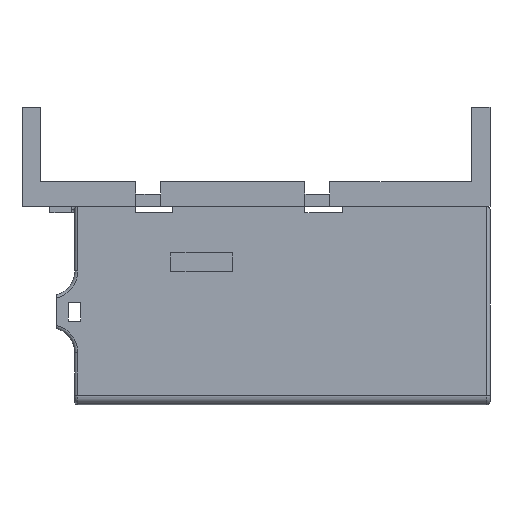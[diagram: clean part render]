
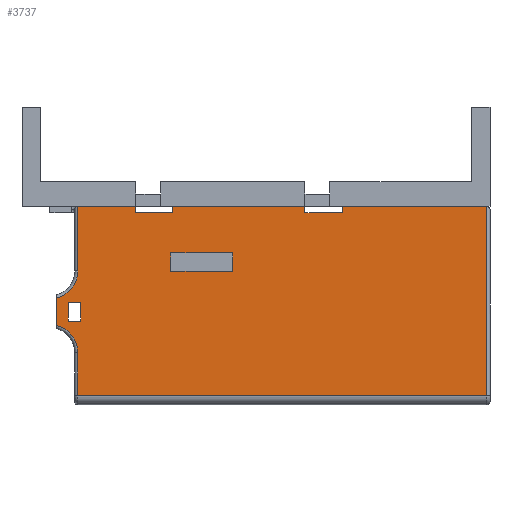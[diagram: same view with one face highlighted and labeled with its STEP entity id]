
A CAD part, front view. The second image highlights one B-rep face of the part: STEP entity #3737.
In plain terms, the highlighted planar face has unit normal (0, -1, 0).
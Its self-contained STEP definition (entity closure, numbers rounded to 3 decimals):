
#42=FACE_BOUND('',#1331,.T.);
#43=FACE_BOUND('',#1332,.T.);
#130=PLANE('',#3979);
#281=LINE('',#5430,#682);
#283=LINE('',#5434,#684);
#285=LINE('',#5440,#686);
#286=LINE('',#5442,#687);
#287=LINE('',#5444,#688);
#288=LINE('',#5446,#689);
#289=LINE('',#5448,#690);
#290=LINE('',#5450,#691);
#291=LINE('',#5452,#692);
#292=LINE('',#5454,#693);
#293=LINE('',#5456,#694);
#294=LINE('',#5458,#695);
#295=LINE('',#5460,#696);
#296=LINE('',#5464,#697);
#297=LINE('',#5468,#698);
#298=LINE('',#5470,#699);
#299=LINE('',#5472,#700);
#300=LINE('',#5473,#701);
#301=LINE('',#5476,#702);
#302=LINE('',#5478,#703);
#303=LINE('',#5480,#704);
#304=LINE('',#5481,#705);
#682=VECTOR('',#4363,10.);
#684=VECTOR('',#4367,10.);
#686=VECTOR('',#4373,10.);
#687=VECTOR('',#4374,10.);
#688=VECTOR('',#4375,10.);
#689=VECTOR('',#4376,10.);
#690=VECTOR('',#4377,10.);
#691=VECTOR('',#4378,10.);
#692=VECTOR('',#4379,10.);
#693=VECTOR('',#4380,10.);
#694=VECTOR('',#4381,10.);
#695=VECTOR('',#4382,10.);
#696=VECTOR('',#4383,10.);
#697=VECTOR('',#4386,10.);
#698=VECTOR('',#4389,10.);
#699=VECTOR('',#4390,10.);
#700=VECTOR('',#4391,10.);
#701=VECTOR('',#4392,10.);
#702=VECTOR('',#4393,10.);
#703=VECTOR('',#4394,10.);
#704=VECTOR('',#4395,10.);
#705=VECTOR('',#4396,10.);
#1135=FACE_OUTER_BOUND('',#1330,.T.);
#1330=EDGE_LOOP('',(#2680,#2681,#2682,#2683,#2684,#2685,#2686,#2687,#2688,
#2689,#2690,#2691,#2692,#2693,#2694,#2695));
#1331=EDGE_LOOP('',(#2696,#2697,#2698,#2699));
#1332=EDGE_LOOP('',(#2700,#2701,#2702,#2703));
#1619=CIRCLE('',#3980,4.5);
#1620=CIRCLE('',#3981,4.5);
#1749=VERTEX_POINT('',#5415);
#1752=VERTEX_POINT('',#5422);
#1755=VERTEX_POINT('',#5433);
#1757=VERTEX_POINT('',#5439);
#1758=VERTEX_POINT('',#5441);
#1759=VERTEX_POINT('',#5443);
#1760=VERTEX_POINT('',#5445);
#1761=VERTEX_POINT('',#5447);
#1762=VERTEX_POINT('',#5449);
#1763=VERTEX_POINT('',#5451);
#1764=VERTEX_POINT('',#5453);
#1765=VERTEX_POINT('',#5455);
#1766=VERTEX_POINT('',#5457);
#1767=VERTEX_POINT('',#5459);
#1768=VERTEX_POINT('',#5461);
#1769=VERTEX_POINT('',#5463);
#1770=VERTEX_POINT('',#5466);
#1771=VERTEX_POINT('',#5467);
#1772=VERTEX_POINT('',#5469);
#1773=VERTEX_POINT('',#5471);
#1774=VERTEX_POINT('',#5474);
#1775=VERTEX_POINT('',#5475);
#1776=VERTEX_POINT('',#5477);
#1777=VERTEX_POINT('',#5479);
#2116=EDGE_CURVE('',#1752,#1749,#281,.T.);
#2118=EDGE_CURVE('',#1749,#1755,#283,.T.);
#2121=EDGE_CURVE('',#1757,#1752,#285,.T.);
#2122=EDGE_CURVE('',#1758,#1757,#286,.T.);
#2123=EDGE_CURVE('',#1758,#1759,#287,.T.);
#2124=EDGE_CURVE('',#1759,#1760,#288,.T.);
#2125=EDGE_CURVE('',#1760,#1761,#289,.T.);
#2126=EDGE_CURVE('',#1761,#1762,#290,.T.);
#2127=EDGE_CURVE('',#1762,#1763,#291,.T.);
#2128=EDGE_CURVE('',#1763,#1764,#292,.T.);
#2129=EDGE_CURVE('',#1764,#1765,#293,.T.);
#2130=EDGE_CURVE('',#1765,#1766,#294,.T.);
#2131=EDGE_CURVE('',#1767,#1766,#295,.T.);
#2132=EDGE_CURVE('',#1768,#1767,#1619,.T.);
#2133=EDGE_CURVE('',#1769,#1768,#296,.T.);
#2134=EDGE_CURVE('',#1755,#1769,#1620,.T.);
#2135=EDGE_CURVE('',#1770,#1771,#297,.T.);
#2136=EDGE_CURVE('',#1771,#1772,#298,.T.);
#2137=EDGE_CURVE('',#1772,#1773,#299,.T.);
#2138=EDGE_CURVE('',#1773,#1770,#300,.T.);
#2139=EDGE_CURVE('',#1774,#1775,#301,.T.);
#2140=EDGE_CURVE('',#1775,#1776,#302,.T.);
#2141=EDGE_CURVE('',#1776,#1777,#303,.T.);
#2142=EDGE_CURVE('',#1777,#1774,#304,.T.);
#2680=ORIENTED_EDGE('',*,*,#2116,.F.);
#2681=ORIENTED_EDGE('',*,*,#2121,.F.);
#2682=ORIENTED_EDGE('',*,*,#2122,.F.);
#2683=ORIENTED_EDGE('',*,*,#2123,.T.);
#2684=ORIENTED_EDGE('',*,*,#2124,.T.);
#2685=ORIENTED_EDGE('',*,*,#2125,.T.);
#2686=ORIENTED_EDGE('',*,*,#2126,.T.);
#2687=ORIENTED_EDGE('',*,*,#2127,.T.);
#2688=ORIENTED_EDGE('',*,*,#2128,.T.);
#2689=ORIENTED_EDGE('',*,*,#2129,.T.);
#2690=ORIENTED_EDGE('',*,*,#2130,.T.);
#2691=ORIENTED_EDGE('',*,*,#2131,.F.);
#2692=ORIENTED_EDGE('',*,*,#2132,.F.);
#2693=ORIENTED_EDGE('',*,*,#2133,.F.);
#2694=ORIENTED_EDGE('',*,*,#2134,.F.);
#2695=ORIENTED_EDGE('',*,*,#2118,.F.);
#2696=ORIENTED_EDGE('',*,*,#2135,.T.);
#2697=ORIENTED_EDGE('',*,*,#2136,.T.);
#2698=ORIENTED_EDGE('',*,*,#2137,.T.);
#2699=ORIENTED_EDGE('',*,*,#2138,.T.);
#2700=ORIENTED_EDGE('',*,*,#2139,.T.);
#2701=ORIENTED_EDGE('',*,*,#2140,.T.);
#2702=ORIENTED_EDGE('',*,*,#2141,.T.);
#2703=ORIENTED_EDGE('',*,*,#2142,.T.);
#3737=ADVANCED_FACE('',(#1135,#42,#43),#130,.T.);
#3979=AXIS2_PLACEMENT_3D('',#5438,#4371,#4372);
#3980=AXIS2_PLACEMENT_3D('',#5462,#4384,#4385);
#3981=AXIS2_PLACEMENT_3D('',#5465,#4387,#4388);
#4363=DIRECTION('',(-1.,0.,0.));
#4367=DIRECTION('',(0.,0.,1.));
#4371=DIRECTION('center_axis',(0.,-1.,0.));
#4372=DIRECTION('ref_axis',(0.,0.,1.));
#4373=DIRECTION('',(0.,0.,-1.));
#4374=DIRECTION('',(1.,0.,0.));
#4375=DIRECTION('',(0.,0.,-1.));
#4376=DIRECTION('',(-1.,0.,0.));
#4377=DIRECTION('',(0.,0.,1.));
#4378=DIRECTION('',(-1.,0.,0.));
#4379=DIRECTION('',(0.,0.,-1.));
#4380=DIRECTION('',(-1.,0.,0.));
#4381=DIRECTION('',(0.,0.,1.));
#4382=DIRECTION('',(-1.,0.,0.));
#4383=DIRECTION('',(0.,0.,1.));
#4384=DIRECTION('center_axis',(0.,-1.,0.));
#4385=DIRECTION('ref_axis',(0.791,0.,-0.612));
#4386=DIRECTION('',(0.,0.,1.));
#4387=DIRECTION('center_axis',(0.,-1.,0.));
#4388=DIRECTION('ref_axis',(0.791,0.,0.612));
#4389=DIRECTION('',(0.,0.,1.));
#4390=DIRECTION('',(1.,0.,0.));
#4391=DIRECTION('',(0.,0.,-1.));
#4392=DIRECTION('',(-1.,0.,0.));
#4393=DIRECTION('',(0.,0.,-1.));
#4394=DIRECTION('',(-1.,0.,0.));
#4395=DIRECTION('',(0.,0.,1.));
#4396=DIRECTION('',(1.,0.,0.));
#5415=CARTESIAN_POINT('',(4.5,-16.25,-43.));
#5422=CARTESIAN_POINT('',(70.5,-16.25,-43.));
#5430=CARTESIAN_POINT('',(70.,-16.25,-43.));
#5433=CARTESIAN_POINT('',(4.5,-16.25,-36.083));
#5434=CARTESIAN_POINT('',(4.5,-16.25,-36.5));
#5438=CARTESIAN_POINT('Origin',(70.,-16.25,-44.5));
#5439=CARTESIAN_POINT('',(70.5,-16.25,-12.5));
#5440=CARTESIAN_POINT('',(70.5,-16.25,-36.5));
#5441=CARTESIAN_POINT('',(47.152,-16.25,-12.5));
#5442=CARTESIAN_POINT('',(70.,-16.25,-12.5));
#5443=CARTESIAN_POINT('',(47.152,-16.25,-13.5));
#5444=CARTESIAN_POINT('',(47.152,-16.25,-28.5));
#5445=CARTESIAN_POINT('',(41.152,-16.25,-13.5));
#5446=CARTESIAN_POINT('',(57.576,-16.25,-13.5));
#5447=CARTESIAN_POINT('',(41.152,-16.25,-12.5));
#5448=CARTESIAN_POINT('',(41.152,-16.25,-29.));
#5449=CARTESIAN_POINT('',(19.841,-16.25,-12.5));
#5450=CARTESIAN_POINT('',(70.,-16.25,-12.5));
#5451=CARTESIAN_POINT('',(19.841,-16.25,-13.5));
#5452=CARTESIAN_POINT('',(19.841,-16.25,-28.5));
#5453=CARTESIAN_POINT('',(13.841,-16.25,-13.5));
#5454=CARTESIAN_POINT('',(43.921,-16.25,-13.5));
#5455=CARTESIAN_POINT('',(13.841,-16.25,-12.5));
#5456=CARTESIAN_POINT('',(13.841,-16.25,-29.));
#5457=CARTESIAN_POINT('',(4.5,-16.25,-12.5));
#5458=CARTESIAN_POINT('',(70.,-16.25,-12.5));
#5459=CARTESIAN_POINT('',(4.5,-16.25,-22.917));
#5460=CARTESIAN_POINT('',(4.5,-16.25,-36.5));
#5461=CARTESIAN_POINT('',(1.,-16.25,-27.305));
#5462=CARTESIAN_POINT('Origin',(0.,-16.25,-22.917));
#5463=CARTESIAN_POINT('',(1.,-16.25,-31.695));
#5464=CARTESIAN_POINT('',(1.,-16.25,-37.));
#5465=CARTESIAN_POINT('Origin',(0.,-16.25,-36.083));
#5466=CARTESIAN_POINT('',(3.,-16.25,-31.));
#5467=CARTESIAN_POINT('',(3.,-16.25,-28.));
#5468=CARTESIAN_POINT('',(3.,-16.25,-36.25));
#5469=CARTESIAN_POINT('',(5.,-16.25,-28.));
#5470=CARTESIAN_POINT('',(37.5,-16.25,-28.));
#5471=CARTESIAN_POINT('',(5.,-16.25,-31.));
#5472=CARTESIAN_POINT('',(5.,-16.25,-37.75));
#5473=CARTESIAN_POINT('',(36.5,-16.25,-31.));
#5474=CARTESIAN_POINT('',(29.5,-16.25,-20.));
#5475=CARTESIAN_POINT('',(29.5,-16.25,-23.));
#5476=CARTESIAN_POINT('',(29.5,-16.25,-32.25));
#5477=CARTESIAN_POINT('',(19.5,-16.25,-23.));
#5478=CARTESIAN_POINT('',(49.75,-16.25,-23.));
#5479=CARTESIAN_POINT('',(19.5,-16.25,-20.));
#5480=CARTESIAN_POINT('',(19.5,-16.25,-33.75));
#5481=CARTESIAN_POINT('',(44.75,-16.25,-20.));
